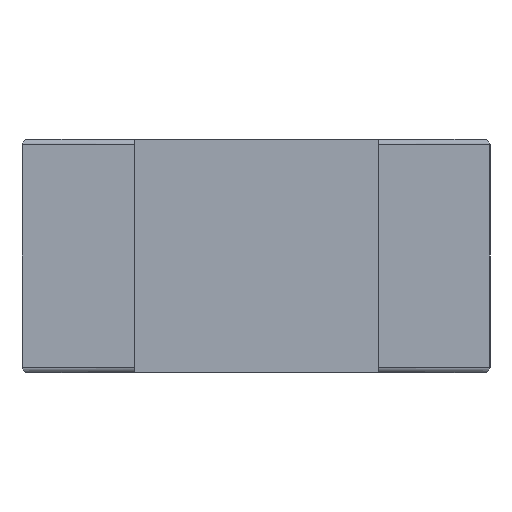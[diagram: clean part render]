
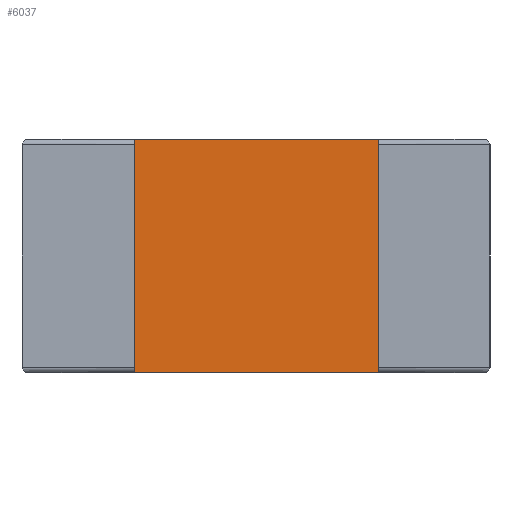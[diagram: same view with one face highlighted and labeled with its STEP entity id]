
A CAD part, left-side view. The second image highlights one B-rep face of the part: STEP entity #6037.
In plain terms, the highlighted planar face has unit normal (-1, 0, 0).
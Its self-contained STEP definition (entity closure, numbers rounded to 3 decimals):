
#723=FACE_OUTER_BOUND('',#1077,.T.);
#1077=EDGE_LOOP('',(#4033,#4034,#4035,#4036));
#1453=LINE('',#7824,#1965);
#1454=LINE('',#7826,#1966);
#1455=LINE('',#7828,#1967);
#1456=LINE('',#7829,#1968);
#1965=VECTOR('',#6711,10.);
#1966=VECTOR('',#6712,10.);
#1967=VECTOR('',#6713,10.);
#1968=VECTOR('',#6714,10.);
#2477=VERTEX_POINT('',#7822);
#2478=VERTEX_POINT('',#7823);
#2479=VERTEX_POINT('',#7825);
#2480=VERTEX_POINT('',#7827);
#3085=EDGE_CURVE('',#2477,#2478,#1453,.T.);
#3086=EDGE_CURVE('',#2479,#2477,#1454,.T.);
#3087=EDGE_CURVE('',#2480,#2479,#1455,.T.);
#3088=EDGE_CURVE('',#2480,#2478,#1456,.T.);
#4033=ORIENTED_EDGE('',*,*,#3085,.F.);
#4034=ORIENTED_EDGE('',*,*,#3086,.F.);
#4035=ORIENTED_EDGE('',*,*,#3087,.F.);
#4036=ORIENTED_EDGE('',*,*,#3088,.T.);
#5929=PLANE('',#6406);
#6037=ADVANCED_FACE('',(#723),#5929,.F.);
#6406=AXIS2_PLACEMENT_3D('',#7821,#6709,#6710);
#6709=DIRECTION('center_axis',(1.,0.,0.));
#6710=DIRECTION('ref_axis',(0.,-1.,0.));
#6711=DIRECTION('',(0.,1.,0.));
#6712=DIRECTION('',(0.,0.,-1.));
#6713=DIRECTION('',(0.,-1.,0.));
#6714=DIRECTION('',(0.,0.,-1.));
#7821=CARTESIAN_POINT('Origin',(4.75,15.2,30.));
#7822=CARTESIAN_POINT('',(4.75,4.76,20.));
#7823=CARTESIAN_POINT('',(4.75,15.2,20.));
#7824=CARTESIAN_POINT('',(4.75,12.6,20.));
#7825=CARTESIAN_POINT('',(4.75,4.76,30.));
#7826=CARTESIAN_POINT('',(4.75,4.76,30.));
#7827=CARTESIAN_POINT('',(4.75,15.2,30.));
#7828=CARTESIAN_POINT('',(4.75,12.6,30.));
#7829=CARTESIAN_POINT('',(4.75,15.2,30.));
